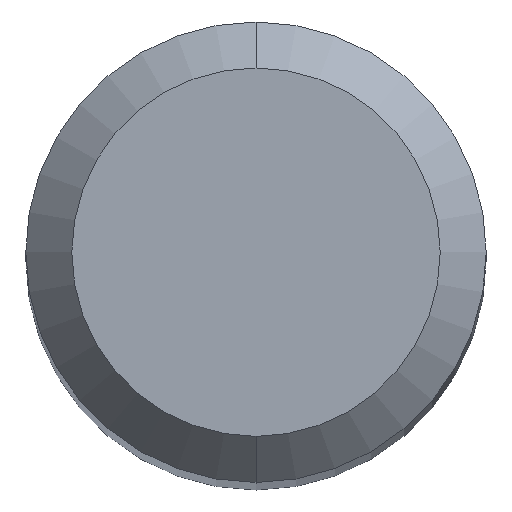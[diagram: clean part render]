
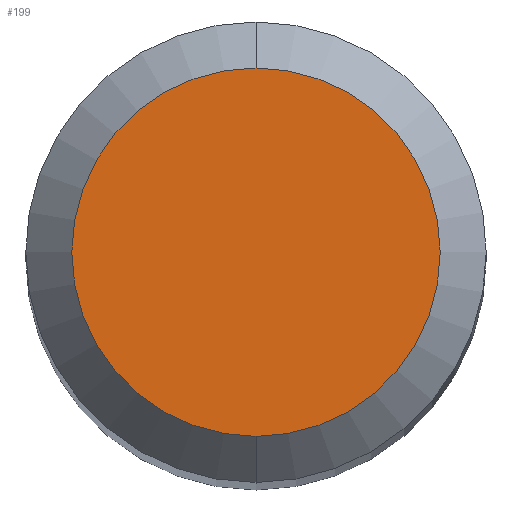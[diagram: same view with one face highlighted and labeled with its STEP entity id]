
A CAD part, top view. The second image highlights one B-rep face of the part: STEP entity #199.
In plain terms, the highlighted planar face has unit normal (0, 0, 1).
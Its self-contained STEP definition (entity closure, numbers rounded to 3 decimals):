
#199=ADVANCED_FACE('',(#512),#513,.T.);
#209=VERTEX_POINT('',#524);
#335=VERTEX_POINT('',#660);
#403=EDGE_CURVE('',#335,#209,#734,.T.);
#425=EDGE_CURVE('',#209,#335,#759,.T.);
#512=FACE_OUTER_BOUND('',#874,.T.);
#513=PLANE('',#875);
#524=CARTESIAN_POINT('',(0.0,1.2,0.0));
#660=CARTESIAN_POINT('',(0.,-1.2,0.0));
#734=CIRCLE('',#1359,1.2);
#759=CIRCLE('',#1389,1.2);
#874=EDGE_LOOP('',(#1500,#1501));
#875=AXIS2_PLACEMENT_3D('',#1502,#1503,#1504);
#1359=AXIS2_PLACEMENT_3D('',#1708,#1709,#1710);
#1389=AXIS2_PLACEMENT_3D('',#1749,#1750,#1751);
#1500=ORIENTED_EDGE('',*,*,#425,.F.);
#1501=ORIENTED_EDGE('',*,*,#403,.F.);
#1502=CARTESIAN_POINT('',(0.0,0.6,0.0));
#1503=DIRECTION('',(-0.0,0.0,1.0));
#1504=DIRECTION('',(0.0,-1.0,0.0));
#1708=CARTESIAN_POINT('',(0.0,0.0,0.0));
#1709=DIRECTION('',(0.0,0.0,-1.0));
#1710=DIRECTION('',(0.0,1.0,0.0));
#1749=CARTESIAN_POINT('',(0.0,0.0,0.0));
#1750=DIRECTION('',(0.0,0.0,-1.0));
#1751=DIRECTION('',(0.0,1.0,0.0));
